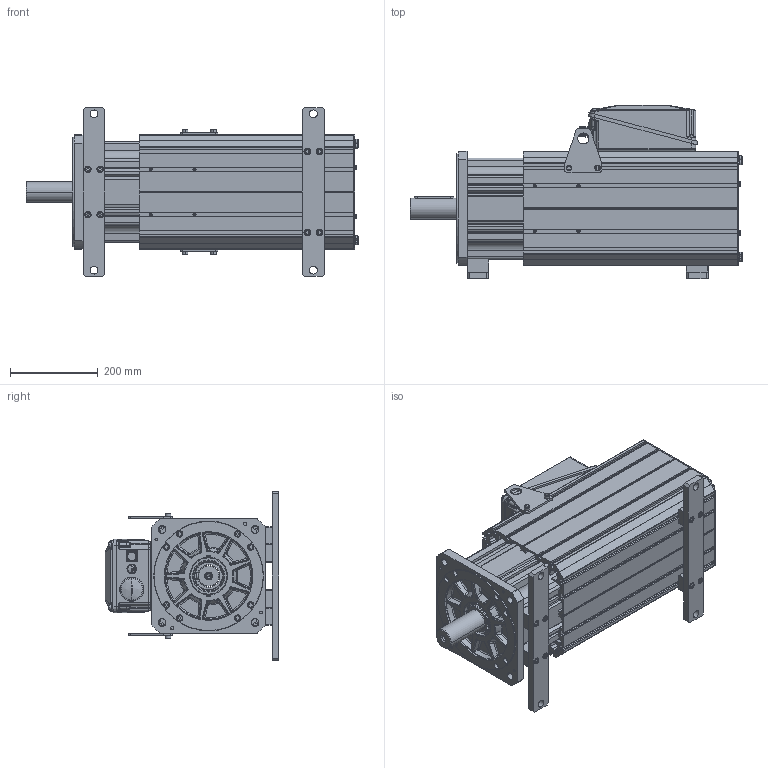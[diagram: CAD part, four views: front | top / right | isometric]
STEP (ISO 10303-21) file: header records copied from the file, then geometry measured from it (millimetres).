
FILE_DESCRIPTION((''),'2;1');
FILE_NAME('69192N-2_SW0001','2021-07-07T',('yuminjian'),(''),'PRO/ENGINEER BY PARAMETRIC TECHNOLOGY CORPORATION, 2010430','PRO/ENGINEER BY PARAMETRIC TECHNOLOGY CORPORATION, 2010430','');
FILE_SCHEMA(('CONFIG_CONTROL_DESIGN'));
Products named in the file (1): 69192N-2_SW0001
Bounding box: 756.6 x 395.69 x 384 mm (x, y, z)
Surface area: 2676297.7 mm2 (no closed solid volume)
Topology: 0 solids, 143 shells, 1790 faces, 6029 edges, 4309 vertices
Faces by surface type: plane 771, cylinder 470, bspline 298, cone 139, torus 89, sphere 21, revolution 2
Entity records: 139017 total; most frequent: CARTESIAN_POINT 89941, DIRECTION 9469, ORIENTED_EDGE 9300, EDGE_CURVE 6027, VERTEX_POINT 4309, VECTOR 3159, LINE 3159, AXIS2_PLACEMENT_3D 3154
